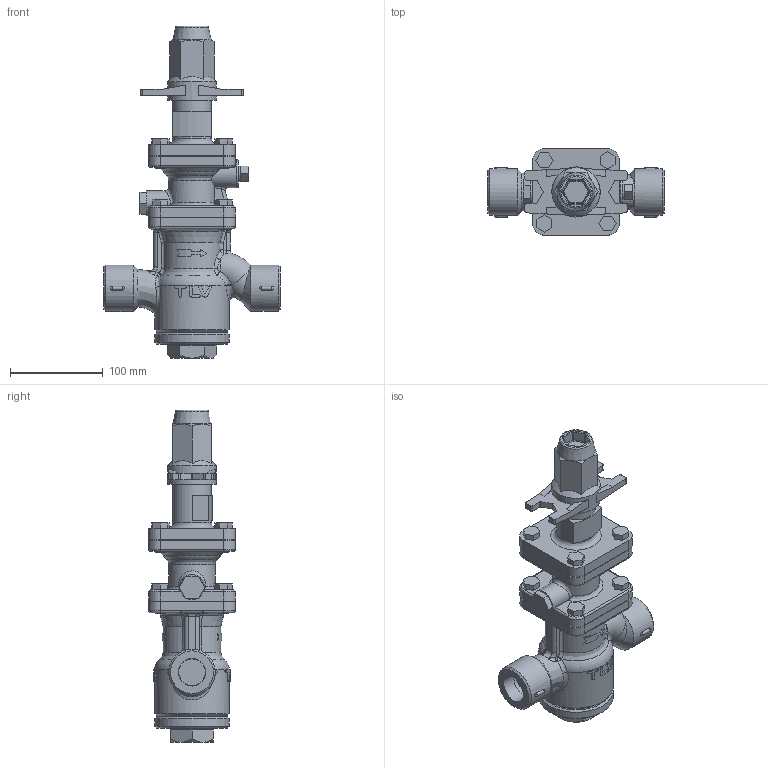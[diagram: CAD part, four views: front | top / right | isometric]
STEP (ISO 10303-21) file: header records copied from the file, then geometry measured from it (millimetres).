
FILE_DESCRIPTION((''),'2;1');
FILE_NAME('csr3x-025-screw-00.stp','2010-06-24T09:22:50',('nakaot'),(''),'Autodesk Inventor 2008','Autodesk Inventor 2008','');
FILE_SCHEMA(('AUTOMOTIVE_DESIGN { 1 0 10303 214 1 1 1 1 }'));
Length unit declared in the file: millimetre
Products named in the file (1): csr3x-025-screw-00
Bounding box: 190 x 93 x 357 mm (x, y, z)
Volume: 1493195 mm3; surface area: 169116.3 mm2
Topology: 1 solids, 1 shells, 561 faces, 1426 edges, 881 vertices
Faces by surface type: plane 207, cylinder 147, bspline 142, torus 33, cone 24, sphere 8
Full cylindrical faces by diameter (mm): 10 x16, 27 x1, 30 x1, 42 x1, 50 x2, 52 x1, 60 x2, 70 x1, 80 x2
Entity records: 38862 total; most frequent: CARTESIAN_POINT 26531, ORIENTED_EDGE 2646, DIRECTION 2303, EDGE_CURVE 1323, AXIS2_PLACEMENT_3D 869, VERTEX_POINT 863, EDGE_LOOP 676, VECTOR 565
